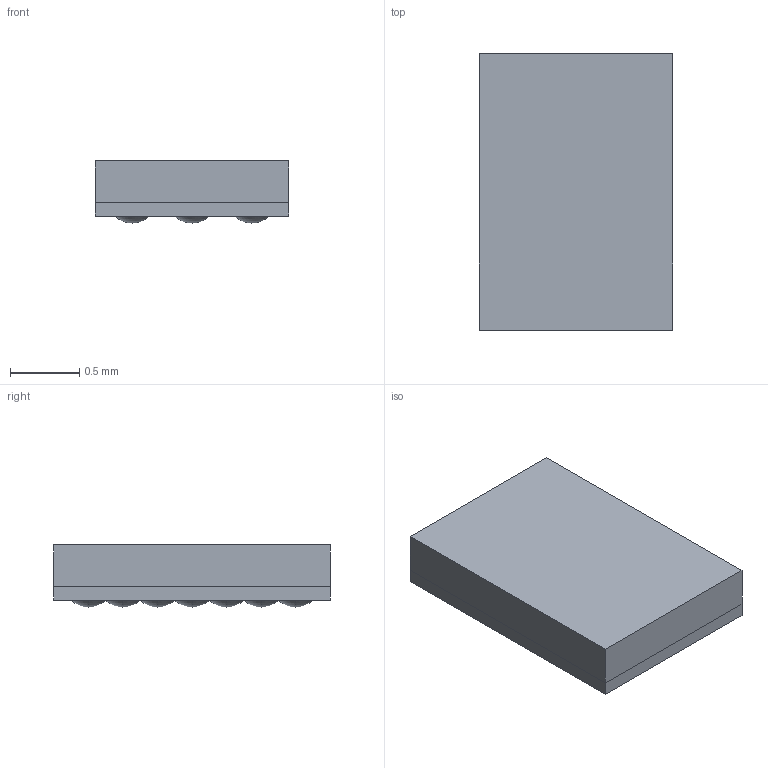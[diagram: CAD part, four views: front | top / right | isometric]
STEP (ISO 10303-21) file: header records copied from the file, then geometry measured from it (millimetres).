
FILE_DESCRIPTION((''),'2;1');
FILE_NAME('ZSU0011A_ASM','2016-03-18T',('a0412086'),(''),'PRO/ENGINEER BY PARAMETRIC TECHNOLOGY CORPORATION, 2011490','PRO/ENGINEER BY PARAMETRIC TECHNOLOGY CORPORATION, 2011490','');
FILE_SCHEMA(('AUTOMOTIVE_DESIGN { 1 0 10303 214 1 1 1 1 }'));
Length unit declared in the file: millimetre
Products named in the file (5): BODY; PI; SOLDER_BALL; PIN1_AREA; ZSU0011A_ASM
Assembly tree (14 placements, depth 2):
  ZSU0011A_ASM
    BODY
    PI
    SOLDER_BALL  x11
    PIN1_AREA
Bounding box: 1.4 x 2 x 0.45 mm (x, y, z)
Volume: 1.1 mm3; surface area: 15.1 mm2
Topology: 13 solids, 13 shells, 45 faces, 90 edges, 49 vertices
Faces by surface type: plane 23, sphere 22
Entity records: 1362 total; most frequent: PROPERTY_DEFINITION 121, REPRESENTATION 112, PROPERTY_DEFINITION_REPRESENTATION 112, CARTESIAN_POINT 101, DIRECTION 100, GENERAL_PROPERTY 84, GENERAL_PROPERTY_ASSOCIATION 84, DESCRIPTIVE_REPRESENTATION_ITEM 65
